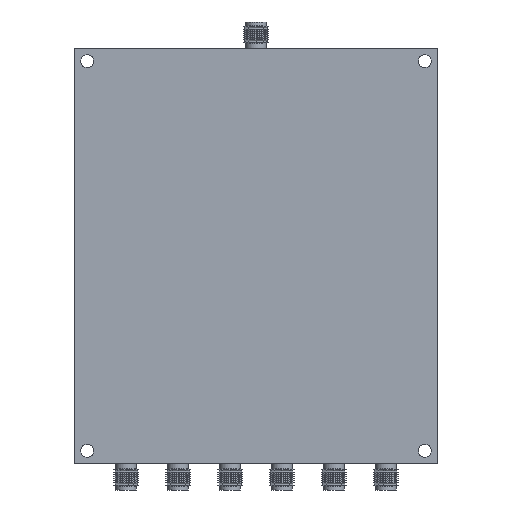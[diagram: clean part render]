
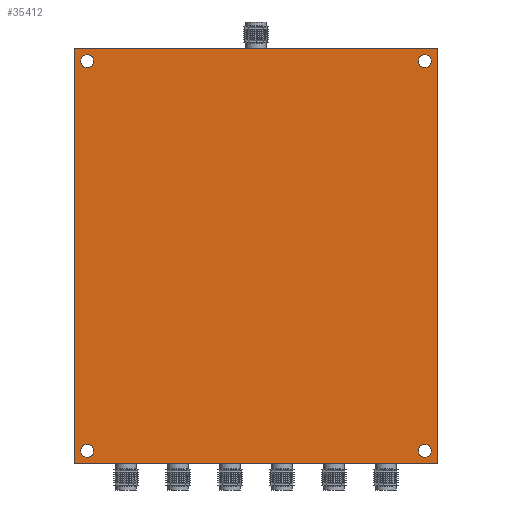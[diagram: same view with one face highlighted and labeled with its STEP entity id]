
A CAD part, front view. The second image highlights one B-rep face of the part: STEP entity #35412.
In plain terms, the highlighted planar face has unit normal (0, -1, 0).
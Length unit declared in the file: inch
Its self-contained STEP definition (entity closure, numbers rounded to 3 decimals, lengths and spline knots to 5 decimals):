
#1503 = DIRECTION ( 'NONE',  ( 0., 0., 1. ) ) ;
#1742 = EDGE_CURVE ( 'NONE', #30099, #2409, #23745, .T. ) ;
#2008 = CARTESIAN_POINT ( 'NONE',  ( -4.63364, -0.20057, 0.92866 ) ) ;
#2409 = VERTEX_POINT ( 'NONE', #28442 ) ;
#3049 = VERTEX_POINT ( 'NONE', #13017 ) ;
#3598 = DIRECTION ( 'NONE',  ( 0., 0., 1. ) ) ;
#3849 = CARTESIAN_POINT ( 'NONE',  ( -4.63364, -0.20057, 0.86616 ) ) ;
#3862 = ORIENTED_EDGE ( 'NONE', *, *, #18208, .F. ) ;
#4355 = DIRECTION ( 'NONE',  ( -1., 0., 0. ) ) ;
#4653 = DIRECTION ( 'NONE',  ( 0., 0., 1. ) ) ;
#4682 = DIRECTION ( 'NONE',  ( 0., 1., 0. ) ) ;
#5404 = FACE_BOUND ( 'NONE', #37051, .T. ) ;
#5914 = FACE_BOUND ( 'NONE', #19647, .T. ) ;
#6170 = CIRCLE ( 'NONE', #15934, 0.0625 ) ;
#7838 = CIRCLE ( 'NONE', #41191, 0.0625 ) ;
#8026 = DIRECTION ( 'NONE',  ( 0., 1., 0. ) ) ;
#8225 = CARTESIAN_POINT ( 'NONE',  ( -4.75864, -0.20057, 0.74116 ) ) ;
#8681 = AXIS2_PLACEMENT_3D ( 'NONE', #27857, #47408, #4653 ) ;
#8884 = CARTESIAN_POINT ( 'NONE',  ( -1.38364, -0.20057, 4.55366 ) ) ;
#9107 = CARTESIAN_POINT ( 'NONE',  ( -4.75864, -0.20057, 4.74116 ) ) ;
#9213 = EDGE_CURVE ( 'NONE', #45247, #48815, #6170, .T. ) ;
#9464 = CARTESIAN_POINT ( 'NONE',  ( -1.38364, -0.20057, 4.61616 ) ) ;
#9622 = DIRECTION ( 'NONE',  ( 0., 0., 1. ) ) ;
#9911 = CIRCLE ( 'NONE', #44067, 0.0625 ) ;
#10272 = AXIS2_PLACEMENT_3D ( 'NONE', #27378, #8026, #23485 ) ;
#10493 = AXIS2_PLACEMENT_3D ( 'NONE', #36761, #37013, #36505 ) ;
#10996 = CARTESIAN_POINT ( 'NONE',  ( -1.25864, -0.20057, 0.74116 ) ) ;
#11069 = CIRCLE ( 'NONE', #48466, 0.0625 ) ;
#12599 = EDGE_LOOP ( 'NONE', ( #30541, #3862, #16816, #13138 ) ) ;
#12881 = LINE ( 'NONE', #9107, #39782 ) ;
#13017 = CARTESIAN_POINT ( 'NONE',  ( -1.38364, -0.20057, 0.92866 ) ) ;
#13138 = ORIENTED_EDGE ( 'NONE', *, *, #21655, .F. ) ;
#13274 = FACE_BOUND ( 'NONE', #36983, .T. ) ;
#13538 = FACE_OUTER_BOUND ( 'NONE', #12599, .T. ) ;
#14285 = ORIENTED_EDGE ( 'NONE', *, *, #15823, .T. ) ;
#15753 = EDGE_CURVE ( 'NONE', #31123, #29407, #29742, .T. ) ;
#15823 = EDGE_CURVE ( 'NONE', #29407, #31123, #11069, .T. ) ;
#15896 = DIRECTION ( 'NONE',  ( 0., 0., 1. ) ) ;
#15934 = AXIS2_PLACEMENT_3D ( 'NONE', #3849, #39052, #3598 ) ;
#16568 = AXIS2_PLACEMENT_3D ( 'NONE', #30944, #23488, #31419 ) ;
#16816 = ORIENTED_EDGE ( 'NONE', *, *, #20518, .F. ) ;
#18129 = VERTEX_POINT ( 'NONE', #20360 ) ;
#18208 = EDGE_CURVE ( 'NONE', #34372, #30099, #43112, .T. ) ;
#18215 = AXIS2_PLACEMENT_3D ( 'NONE', #42489, #46002, #31003 ) ;
#19647 = EDGE_LOOP ( 'NONE', ( #42679, #30056 ) ) ;
#19823 = CIRCLE ( 'NONE', #18215, 0.0625 ) ;
#20141 = EDGE_CURVE ( 'NONE', #36151, #26914, #7838, .T. ) ;
#20360 = CARTESIAN_POINT ( 'NONE',  ( -1.38364, -0.20057, 0.80366 ) ) ;
#20518 = EDGE_CURVE ( 'NONE', #45120, #34372, #46471, .T. ) ;
#20858 = PLANE ( 'NONE',  #10493 ) ;
#21252 = ORIENTED_EDGE ( 'NONE', *, *, #38734, .T. ) ;
#21655 = EDGE_CURVE ( 'NONE', #2409, #45120, #12881, .T. ) ;
#21731 = DIRECTION ( 'NONE',  ( 0., 1., 0. ) ) ;
#22649 = ORIENTED_EDGE ( 'NONE', *, *, #15753, .T. ) ;
#23485 = DIRECTION ( 'NONE',  ( 0., 0., 1. ) ) ;
#23488 = DIRECTION ( 'NONE',  ( 0., 1., 0. ) ) ;
#23745 = LINE ( 'NONE', #28389, #32007 ) ;
#24845 = CARTESIAN_POINT ( 'NONE',  ( -1.38364, -0.20057, 0.86616 ) ) ;
#24997 = CARTESIAN_POINT ( 'NONE',  ( -4.63364, -0.20057, 4.55366 ) ) ;
#25241 = EDGE_CURVE ( 'NONE', #26914, #36151, #49892, .T. ) ;
#26536 = EDGE_LOOP ( 'NONE', ( #47932, #44152 ) ) ;
#26914 = VERTEX_POINT ( 'NONE', #8884 ) ;
#27378 = CARTESIAN_POINT ( 'NONE',  ( -4.63364, -0.20057, 4.61616 ) ) ;
#27815 = ORIENTED_EDGE ( 'NONE', *, *, #42585, .T. ) ;
#27857 = CARTESIAN_POINT ( 'NONE',  ( -4.63364, -0.20057, 0.86616 ) ) ;
#28389 = CARTESIAN_POINT ( 'NONE',  ( -4.75864, -0.20057, 4.74116 ) ) ;
#28442 = CARTESIAN_POINT ( 'NONE',  ( -4.75864, -0.20057, 4.74116 ) ) ;
#29407 = VERTEX_POINT ( 'NONE', #35743 ) ;
#29742 = CIRCLE ( 'NONE', #10272, 0.0625 ) ;
#30056 = ORIENTED_EDGE ( 'NONE', *, *, #25241, .T. ) ;
#30099 = VERTEX_POINT ( 'NONE', #43641 ) ;
#30541 = ORIENTED_EDGE ( 'NONE', *, *, #1742, .F. ) ;
#30702 = CARTESIAN_POINT ( 'NONE',  ( -1.38364, -0.20057, 4.67866 ) ) ;
#30944 = CARTESIAN_POINT ( 'NONE',  ( -1.38364, -0.20057, 4.61616 ) ) ;
#31003 = DIRECTION ( 'NONE',  ( 0., 0., 1. ) ) ;
#31123 = VERTEX_POINT ( 'NONE', #24997 ) ;
#31419 = DIRECTION ( 'NONE',  ( 0., 0., 1. ) ) ;
#31677 = VECTOR ( 'NONE', #4355, 39.37008 ) ;
#32007 = VECTOR ( 'NONE', #15896, 39.37008 ) ;
#34372 = VERTEX_POINT ( 'NONE', #10996 ) ;
#35412 = ADVANCED_FACE ( 'NONE', ( #45102, #13274, #5914, #5404, #13538 ), #20858, .T. ) ;
#35541 = CARTESIAN_POINT ( 'NONE',  ( -4.63364, -0.20057, 4.61616 ) ) ;
#35549 = CIRCLE ( 'NONE', #8681, 0.0625 ) ;
#35594 = CARTESIAN_POINT ( 'NONE',  ( -1.25864, -0.20057, 4.74116 ) ) ;
#35743 = CARTESIAN_POINT ( 'NONE',  ( -4.63364, -0.20057, 4.67866 ) ) ;
#36151 = VERTEX_POINT ( 'NONE', #30702 ) ;
#36505 = DIRECTION ( 'NONE',  ( 0., 0., -1. ) ) ;
#36621 = DIRECTION ( 'NONE',  ( 1., 0., 0. ) ) ;
#36761 = CARTESIAN_POINT ( 'NONE',  ( -4.75864, -0.20057, 4.74116 ) ) ;
#36970 = DIRECTION ( 'NONE',  ( 0., 1., 0. ) ) ;
#36983 = EDGE_LOOP ( 'NONE', ( #14285, #22649 ) ) ;
#37013 = DIRECTION ( 'NONE',  ( 0., -1., 0. ) ) ;
#37051 = EDGE_LOOP ( 'NONE', ( #21252, #27815 ) ) ;
#38011 = VECTOR ( 'NONE', #46229, 39.37008 ) ;
#38734 = EDGE_CURVE ( 'NONE', #3049, #18129, #9911, .T. ) ;
#39052 = DIRECTION ( 'NONE',  ( 0., 1., 0. ) ) ;
#39782 = VECTOR ( 'NONE', #36621, 39.37008 ) ;
#40516 = CARTESIAN_POINT ( 'NONE',  ( -4.63364, -0.20057, 0.80366 ) ) ;
#41191 = AXIS2_PLACEMENT_3D ( 'NONE', #9464, #36970, #1503 ) ;
#42489 = CARTESIAN_POINT ( 'NONE',  ( -1.38364, -0.20057, 0.86616 ) ) ;
#42585 = EDGE_CURVE ( 'NONE', #18129, #3049, #19823, .T. ) ;
#42679 = ORIENTED_EDGE ( 'NONE', *, *, #20141, .T. ) ;
#43092 = CARTESIAN_POINT ( 'NONE',  ( -1.25864, -0.20057, 4.74116 ) ) ;
#43112 = LINE ( 'NONE', #8225, #31677 ) ;
#43641 = CARTESIAN_POINT ( 'NONE',  ( -4.75864, -0.20057, 0.74116 ) ) ;
#44067 = AXIS2_PLACEMENT_3D ( 'NONE', #24845, #21731, #9622 ) ;
#44152 = ORIENTED_EDGE ( 'NONE', *, *, #9213, .T. ) ;
#44888 = EDGE_CURVE ( 'NONE', #48815, #45247, #35549, .T. ) ;
#45102 = FACE_BOUND ( 'NONE', #26536, .T. ) ;
#45120 = VERTEX_POINT ( 'NONE', #43092 ) ;
#45247 = VERTEX_POINT ( 'NONE', #40516 ) ;
#46002 = DIRECTION ( 'NONE',  ( 0., 1., 0. ) ) ;
#46229 = DIRECTION ( 'NONE',  ( 0., 0., -1. ) ) ;
#46471 = LINE ( 'NONE', #35594, #38011 ) ;
#46930 = DIRECTION ( 'NONE',  ( 0., 0., 1. ) ) ;
#47408 = DIRECTION ( 'NONE',  ( 0., 1., 0. ) ) ;
#47932 = ORIENTED_EDGE ( 'NONE', *, *, #44888, .T. ) ;
#48466 = AXIS2_PLACEMENT_3D ( 'NONE', #35541, #4682, #46930 ) ;
#48815 = VERTEX_POINT ( 'NONE', #2008 ) ;
#49892 = CIRCLE ( 'NONE', #16568, 0.0625 ) ;
